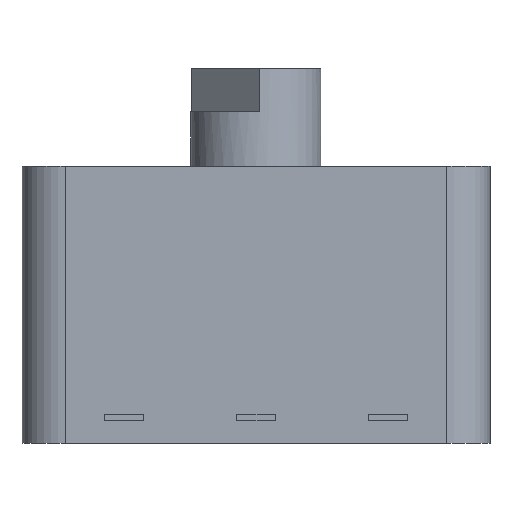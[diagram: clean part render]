
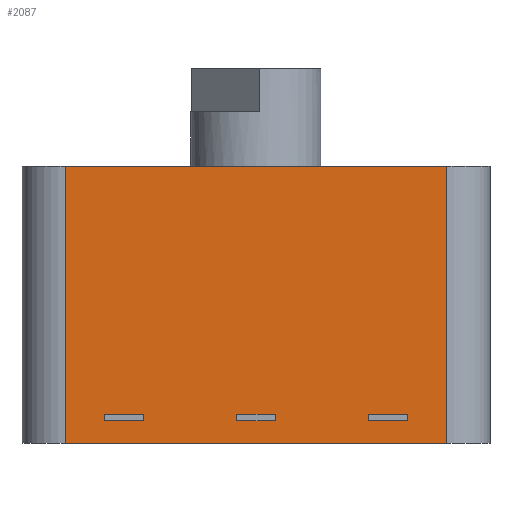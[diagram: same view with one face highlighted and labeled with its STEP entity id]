
A CAD part, front view. The second image highlights one B-rep face of the part: STEP entity #2087.
In plain terms, the highlighted planar face has unit normal (0, -1, 0).
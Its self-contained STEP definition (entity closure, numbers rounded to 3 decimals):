
#18=FACE_BOUND('',#247,.T.);
#19=FACE_BOUND('',#248,.T.);
#20=FACE_BOUND('',#249,.T.);
#60=PLANE('',#2213);
#150=FACE_OUTER_BOUND('',#246,.T.);
#246=EDGE_LOOP('',(#1908,#1909,#1910,#1911));
#247=EDGE_LOOP('',(#1912,#1913,#1914,#1915));
#248=EDGE_LOOP('',(#1916,#1917,#1918,#1919));
#249=EDGE_LOOP('',(#1920,#1921,#1922,#1923));
#527=LINE('',#15687,#634);
#531=LINE('',#15695,#638);
#534=LINE('',#15701,#641);
#537=LINE('',#15706,#644);
#539=LINE('',#15712,#646);
#543=LINE('',#15720,#650);
#546=LINE('',#15726,#653);
#549=LINE('',#15731,#656);
#551=LINE('',#15737,#658);
#555=LINE('',#15745,#662);
#558=LINE('',#15751,#665);
#561=LINE('',#15756,#668);
#573=LINE('',#16658,#680);
#582=LINE('',#18095,#689);
#583=LINE('',#18098,#690);
#584=LINE('',#18100,#691);
#634=VECTOR('',#2397,10.);
#638=VECTOR('',#2403,10.);
#641=VECTOR('',#2408,10.);
#644=VECTOR('',#2413,10.);
#646=VECTOR('',#2419,10.);
#650=VECTOR('',#2425,10.);
#653=VECTOR('',#2430,10.);
#656=VECTOR('',#2435,10.);
#658=VECTOR('',#2441,10.);
#662=VECTOR('',#2447,10.);
#665=VECTOR('',#2452,10.);
#668=VECTOR('',#2457,10.);
#680=VECTOR('',#2501,10.);
#689=VECTOR('',#2530,10.);
#690=VECTOR('',#2535,10.);
#691=VECTOR('',#2538,10.);
#890=VERTEX_POINT('',#15685);
#891=VERTEX_POINT('',#15686);
#894=VERTEX_POINT('',#15694);
#896=VERTEX_POINT('',#15700);
#898=VERTEX_POINT('',#15710);
#899=VERTEX_POINT('',#15711);
#902=VERTEX_POINT('',#15719);
#904=VERTEX_POINT('',#15725);
#906=VERTEX_POINT('',#15735);
#907=VERTEX_POINT('',#15736);
#910=VERTEX_POINT('',#15744);
#912=VERTEX_POINT('',#15750);
#928=VERTEX_POINT('',#16655);
#929=VERTEX_POINT('',#16657);
#943=VERTEX_POINT('',#18092);
#944=VERTEX_POINT('',#18094);
#1186=EDGE_CURVE('',#890,#891,#527,.T.);
#1190=EDGE_CURVE('',#891,#894,#531,.T.);
#1193=EDGE_CURVE('',#894,#896,#534,.T.);
#1196=EDGE_CURVE('',#896,#890,#537,.T.);
#1198=EDGE_CURVE('',#898,#899,#539,.T.);
#1202=EDGE_CURVE('',#899,#902,#543,.T.);
#1205=EDGE_CURVE('',#902,#904,#546,.T.);
#1208=EDGE_CURVE('',#904,#898,#549,.T.);
#1210=EDGE_CURVE('',#906,#907,#551,.T.);
#1214=EDGE_CURVE('',#907,#910,#555,.T.);
#1217=EDGE_CURVE('',#910,#912,#558,.T.);
#1220=EDGE_CURVE('',#912,#906,#561,.T.);
#1245=EDGE_CURVE('',#928,#929,#573,.T.);
#1271=EDGE_CURVE('',#944,#943,#582,.T.);
#1273=EDGE_CURVE('',#944,#928,#583,.T.);
#1274=EDGE_CURVE('',#929,#943,#584,.T.);
#1908=ORIENTED_EDGE('',*,*,#1273,.F.);
#1909=ORIENTED_EDGE('',*,*,#1271,.T.);
#1910=ORIENTED_EDGE('',*,*,#1274,.F.);
#1911=ORIENTED_EDGE('',*,*,#1245,.F.);
#1912=ORIENTED_EDGE('',*,*,#1186,.T.);
#1913=ORIENTED_EDGE('',*,*,#1190,.T.);
#1914=ORIENTED_EDGE('',*,*,#1193,.T.);
#1915=ORIENTED_EDGE('',*,*,#1196,.T.);
#1916=ORIENTED_EDGE('',*,*,#1198,.T.);
#1917=ORIENTED_EDGE('',*,*,#1202,.T.);
#1918=ORIENTED_EDGE('',*,*,#1205,.T.);
#1919=ORIENTED_EDGE('',*,*,#1208,.T.);
#1920=ORIENTED_EDGE('',*,*,#1210,.T.);
#1921=ORIENTED_EDGE('',*,*,#1214,.T.);
#1922=ORIENTED_EDGE('',*,*,#1217,.T.);
#1923=ORIENTED_EDGE('',*,*,#1220,.T.);
#2087=ADVANCED_FACE('',(#150,#18,#19,#20),#60,.T.);
#2213=AXIS2_PLACEMENT_3D('',#18099,#2536,#2537);
#2397=DIRECTION('',(0.,0.,-1.));
#2403=DIRECTION('',(-1.,0.,0.));
#2408=DIRECTION('',(0.,0.,1.));
#2413=DIRECTION('',(1.,0.,0.));
#2419=DIRECTION('',(0.,0.,-1.));
#2425=DIRECTION('',(-1.,0.,0.));
#2430=DIRECTION('',(0.,0.,1.));
#2435=DIRECTION('',(1.,0.,0.));
#2441=DIRECTION('',(0.,0.,-1.));
#2447=DIRECTION('',(-1.,0.,0.));
#2452=DIRECTION('',(0.,0.,1.));
#2457=DIRECTION('',(1.,0.,0.));
#2501=DIRECTION('',(1.,0.,0.));
#2530=DIRECTION('',(1.,0.,0.));
#2535=DIRECTION('',(0.,0.,1.));
#2536=DIRECTION('center_axis',(0.,-1.,0.));
#2537=DIRECTION('ref_axis',(1.,0.,0.));
#2538=DIRECTION('',(0.,0.,-1.));
#15685=CARTESIAN_POINT('',(5.6,0.,1.339));
#15686=CARTESIAN_POINT('',(5.6,0.,1.039));
#15687=CARTESIAN_POINT('',(5.6,0.,0.52));
#15694=CARTESIAN_POINT('',(3.8,0.,1.039));
#15695=CARTESIAN_POINT('',(1.9,0.,1.039));
#15700=CARTESIAN_POINT('',(3.8,0.,1.339));
#15701=CARTESIAN_POINT('',(3.8,0.,0.67));
#15706=CARTESIAN_POINT('',(2.8,0.,1.339));
#15710=CARTESIAN_POINT('',(11.7,0.,1.339));
#15711=CARTESIAN_POINT('',(11.7,0.,1.039));
#15712=CARTESIAN_POINT('',(11.7,0.,0.52));
#15719=CARTESIAN_POINT('',(9.9,0.,1.039));
#15720=CARTESIAN_POINT('',(4.95,0.,1.039));
#15725=CARTESIAN_POINT('',(9.9,0.,1.339));
#15726=CARTESIAN_POINT('',(9.9,0.,0.67));
#15731=CARTESIAN_POINT('',(5.85,0.,1.339));
#15735=CARTESIAN_POINT('',(17.8,0.,1.339));
#15736=CARTESIAN_POINT('',(17.8,0.,1.039));
#15737=CARTESIAN_POINT('',(17.8,0.,0.52));
#15744=CARTESIAN_POINT('',(16.,0.,1.039));
#15745=CARTESIAN_POINT('',(8.,0.,1.039));
#15750=CARTESIAN_POINT('',(16.,0.,1.339));
#15751=CARTESIAN_POINT('',(16.,0.,0.67));
#15756=CARTESIAN_POINT('',(8.9,0.,1.339));
#16655=CARTESIAN_POINT('',(2.,0.,12.8));
#16657=CARTESIAN_POINT('',(19.6,0.,12.8));
#16658=CARTESIAN_POINT('',(0.,0.,12.8));
#18092=CARTESIAN_POINT('',(19.6,0.,0.));
#18094=CARTESIAN_POINT('',(2.,0.,0.));
#18095=CARTESIAN_POINT('',(0.,0.,0.));
#18098=CARTESIAN_POINT('',(2.,0.,0.));
#18099=CARTESIAN_POINT('Origin',(0.,0.,0.));
#18100=CARTESIAN_POINT('',(19.6,0.,0.));
